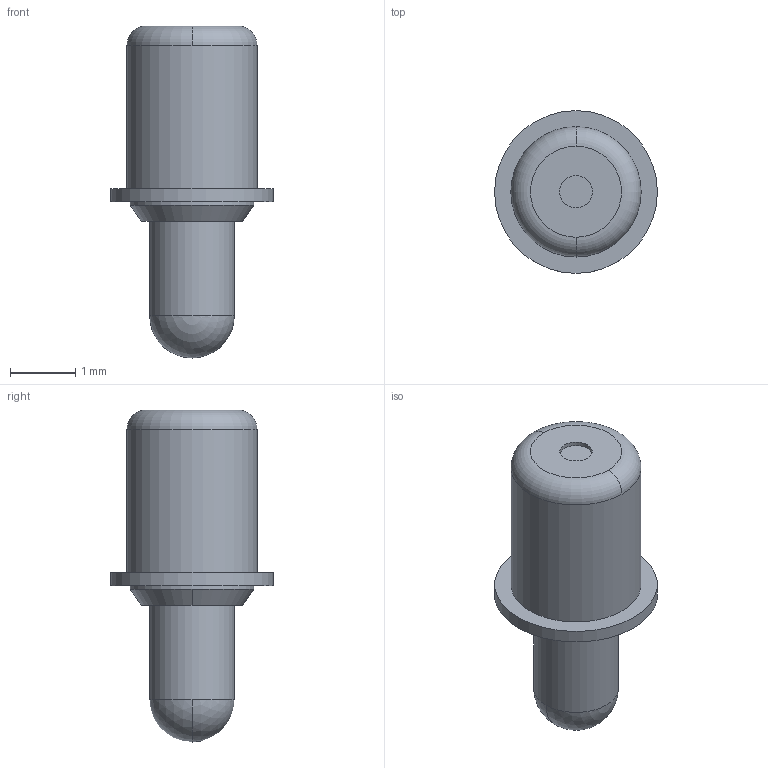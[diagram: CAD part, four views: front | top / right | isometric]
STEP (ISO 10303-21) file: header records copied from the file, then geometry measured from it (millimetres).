
FILE_DESCRIPTION(('FreeCAD Model'),'2;1');
FILE_NAME('Open CASCADE Shape Model','2021-01-29T18:56:49',('Author'),( ''),'Open CASCADE STEP processor 7.4','FreeCAD','Unknown');
FILE_SCHEMA(('AUTOMOTIVE_DESIGN { 1 0 10303 214 1 1 1 1 }'));
Length unit declared in the file: millimetre
Products named in the file (1): GKS-967_305_130_X_xx01_0
Bounding box: 2.5 x 2.5 x 5.1 mm (x, y, z)
Volume: 11.9 mm3; surface area: 34.6 mm2
Topology: 1 solids, 1 shells, 16 faces, 42 edges, 30 vertices
Faces by surface type: plane 5, cylinder 5, torus 2, sphere 2, cone 2
Full cylindrical faces by diameter (mm): 0.5 x1, 1.3 x1, 1.9 x1, 2 x1, 2.5 x1
Entity records: 534 total; most frequent: DIRECTION 102, CARTESIAN_POINT 92, ORIENTED_EDGE 80, AXIS2_PLACEMENT_3D 50, EDGE_CURVE 40, CIRCLE 33, VERTEX_POINT 30, FACE_BOUND 20
